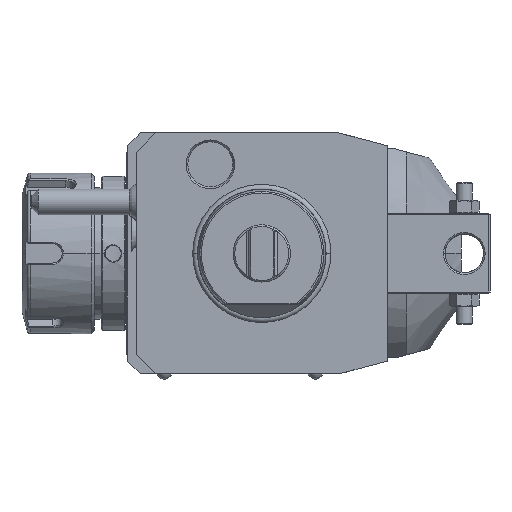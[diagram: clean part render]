
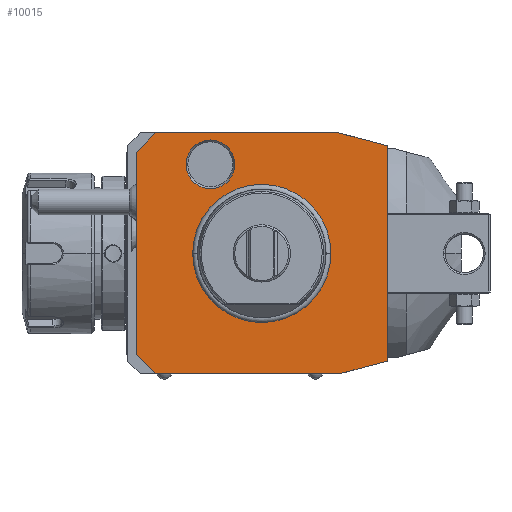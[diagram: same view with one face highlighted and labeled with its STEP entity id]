
A CAD part, front view. The second image highlights one B-rep face of the part: STEP entity #10015.
In plain terms, the highlighted planar face has unit normal (0, -1, 0).
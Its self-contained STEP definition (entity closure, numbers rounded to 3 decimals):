
#1=DIRECTION('',(-0.966,0.,0.259));
#2=VECTOR('',#1,15.529);
#3=CARTESIAN_POINT('',(39.,0.,33.481));
#4=LINE('',#3,#2);
#5=DIRECTION('',(0.,0.,1.));
#6=VECTOR('',#5,66.962);
#7=CARTESIAN_POINT('',(39.,0.,-33.481));
#8=LINE('',#7,#6);
#9=DIRECTION('',(0.966,0.,0.259));
#10=VECTOR('',#9,15.529);
#11=CARTESIAN_POINT('',(24.,0.,-37.5));
#12=LINE('',#11,#10);
#13=DIRECTION('',(1.,0.,0.));
#14=VECTOR('',#13,57.);
#15=CARTESIAN_POINT('',(-33.,0.,-37.5));
#16=LINE('',#15,#14);
#17=DIRECTION('',(0.707,0.,-0.707));
#18=VECTOR('',#17,8.485);
#19=CARTESIAN_POINT('',(-39.,0.,-31.5));
#20=LINE('',#19,#18);
#21=DIRECTION('',(0.,0.,-1.));
#22=VECTOR('',#21,63.);
#23=CARTESIAN_POINT('',(-39.,0.,31.5));
#24=LINE('',#23,#22);
#25=DIRECTION('',(-0.707,0.,-0.707));
#26=VECTOR('',#25,8.485);
#27=CARTESIAN_POINT('',(-33.,0.,37.5));
#28=LINE('',#27,#26);
#29=DIRECTION('',(-1.,0.,0.));
#30=VECTOR('',#29,57.);
#31=CARTESIAN_POINT('',(24.,0.,37.5));
#32=LINE('',#31,#30);
#33=CARTESIAN_POINT('',(-16.,0.,27.713));
#34=DIRECTION('',(0.,1.,0.));
#35=DIRECTION('',(1.,0.,0.));
#36=AXIS2_PLACEMENT_3D('',#33,#34,#35);
#38=CARTESIAN_POINT('',(-16.,0.,27.713));
#39=DIRECTION('',(0.,1.,0.));
#40=DIRECTION('',(-1.,0.,0.));
#41=AXIS2_PLACEMENT_3D('',#38,#39,#40);
#7487=CARTESIAN_POINT('',(0.,0.,0.));
#7488=DIRECTION('',(0.,-1.,0.));
#7489=DIRECTION('',(1.,0.,0.));
#7490=AXIS2_PLACEMENT_3D('',#7487,#7488,#7489);
#7492=CARTESIAN_POINT('',(0.,0.,0.));
#7493=DIRECTION('',(0.,-1.,0.));
#7494=DIRECTION('',(-1.,0.,0.));
#7495=AXIS2_PLACEMENT_3D('',#7492,#7493,#7494);
#9068=CARTESIAN_POINT('',(-8.423,0.,
27.713));
#9069=CARTESIAN_POINT('',(-23.577,0.,
27.713));
#9070=VERTEX_POINT('',#9068);
#9071=VERTEX_POINT('',#9069);
#9824=CARTESIAN_POINT('',(39.,0.,33.481));
#9825=CARTESIAN_POINT('',(24.,0.,37.5));
#9826=VERTEX_POINT('',#9824);
#9827=VERTEX_POINT('',#9825);
#9828=CARTESIAN_POINT('',(-33.,0.,37.5));
#9829=VERTEX_POINT('',#9828);
#9830=CARTESIAN_POINT('',(-39.,0.,31.5));
#9831=VERTEX_POINT('',#9830);
#9832=CARTESIAN_POINT('',(-39.,0.,-31.5));
#9833=VERTEX_POINT('',#9832);
#9834=CARTESIAN_POINT('',(-33.,0.,-37.5));
#9835=VERTEX_POINT('',#9834);
#9836=CARTESIAN_POINT('',(24.,0.,-37.5));
#9837=VERTEX_POINT('',#9836);
#9838=CARTESIAN_POINT('',(39.,0.,-33.481));
#9839=VERTEX_POINT('',#9838);
#9872=CARTESIAN_POINT('',(21.137,0.,0.));
#9873=CARTESIAN_POINT('',(-21.137,0.,0.));
#9874=VERTEX_POINT('',#9872);
#9875=VERTEX_POINT('',#9873);
#9980=CARTESIAN_POINT('',(0.,0.,0.));
#9981=DIRECTION('',(0.,-1.,0.));
#9982=DIRECTION('',(-1.,0.,0.));
#9983=AXIS2_PLACEMENT_3D('',#9980,#9981,#9982);
#9984=PLANE('',#9983);
#9986=ORIENTED_EDGE('',*,*,#9985,.F.);
#9988=ORIENTED_EDGE('',*,*,#9987,.F.);
#9990=ORIENTED_EDGE('',*,*,#9989,.F.);
#9992=ORIENTED_EDGE('',*,*,#9991,.F.);
#9994=ORIENTED_EDGE('',*,*,#9993,.F.);
#9996=ORIENTED_EDGE('',*,*,#9995,.F.);
#9998=ORIENTED_EDGE('',*,*,#9997,.F.);
#10000=ORIENTED_EDGE('',*,*,#9999,.F.);
#10001=EDGE_LOOP('',(#9986,#9988,#9990,#9992,#9994,#9996,#9998,#10000));
#10002=FACE_OUTER_BOUND('',#10001,.F.);
#10004=ORIENTED_EDGE('',*,*,#10003,.T.);
#10006=ORIENTED_EDGE('',*,*,#10005,.T.);
#10007=EDGE_LOOP('',(#10004,#10006));
#10008=FACE_BOUND('',#10007,.F.);
#10010=ORIENTED_EDGE('',*,*,#10009,.F.);
#10012=ORIENTED_EDGE('',*,*,#10011,.F.);
#10013=EDGE_LOOP('',(#10010,#10012));
#10014=FACE_BOUND('',#10013,.F.);
#37=CIRCLE('',#36,7.577);
#42=CIRCLE('',#41,7.577);
#7491=CIRCLE('',#7490,21.137);
#7496=CIRCLE('',#7495,21.137);
#9985=EDGE_CURVE('',#9826,#9827,#4,.T.);
#9987=EDGE_CURVE('',#9839,#9826,#8,.T.);
#9989=EDGE_CURVE('',#9837,#9839,#12,.T.);
#9991=EDGE_CURVE('',#9835,#9837,#16,.T.);
#9993=EDGE_CURVE('',#9833,#9835,#20,.T.);
#9995=EDGE_CURVE('',#9831,#9833,#24,.T.);
#9997=EDGE_CURVE('',#9829,#9831,#28,.T.);
#9999=EDGE_CURVE('',#9827,#9829,#32,.T.);
#10003=EDGE_CURVE('',#9874,#9875,#7491,.T.);
#10005=EDGE_CURVE('',#9875,#9874,#7496,.T.);
#10009=EDGE_CURVE('',#9070,#9071,#37,.T.);
#10011=EDGE_CURVE('',#9071,#9070,#42,.T.);
#10015=ADVANCED_FACE('',(#10002,#10008,#10014),#9984,.T.);
